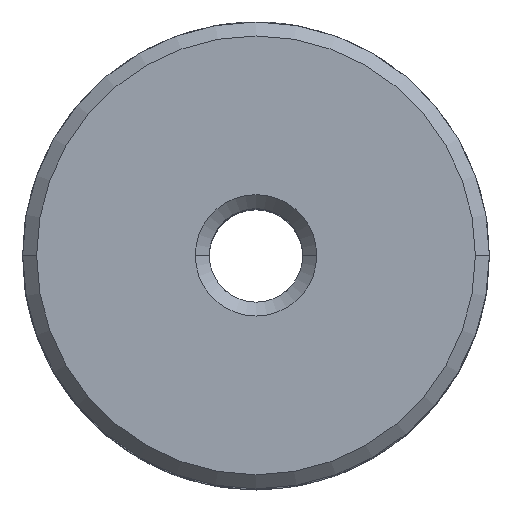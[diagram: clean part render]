
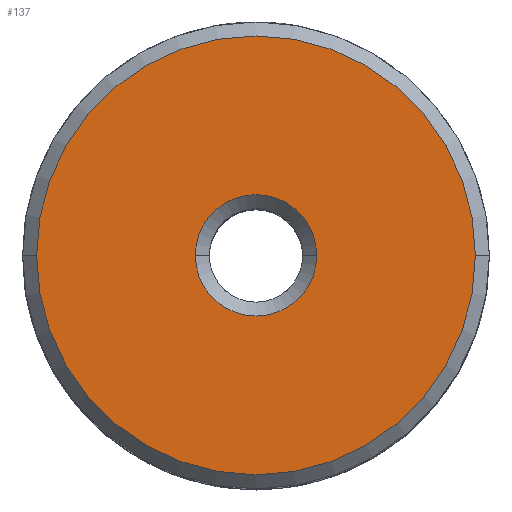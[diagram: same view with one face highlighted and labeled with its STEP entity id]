
A CAD part, top view. The second image highlights one B-rep face of the part: STEP entity #137.
In plain terms, the highlighted planar face has unit normal (0, 0, 1).
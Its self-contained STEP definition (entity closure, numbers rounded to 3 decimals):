
#137=ADVANCED_FACE('',(#326,#327),#328,.F.);
#326=FACE_OUTER_BOUND('',#9152,.T.);
#327=FACE_BOUND('',#9153,.T.);
#328=PLANE('',#9154);
#9152=EDGE_LOOP('',(#9940,#9941));
#9153=EDGE_LOOP('',(#9942,#9943));
#9154=AXIS2_PLACEMENT_3D('',#9944,#9945,#9946);
#9940=ORIENTED_EDGE('',*,*,#10139,.F.);
#9941=ORIENTED_EDGE('',*,*,#10137,.F.);
#9942=ORIENTED_EDGE('',*,*,#10140,.F.);
#9943=ORIENTED_EDGE('',*,*,#10134,.F.);
#9944=CARTESIAN_POINT('',(0.0,0.0,15.0));
#9945=DIRECTION('',(0.0,0.0,-1.0));
#9946=DIRECTION('',(-1.0,0.0,0.0));
#10134=EDGE_CURVE('',#10553,#10555,#10556,.T.);
#10137=EDGE_CURVE('',#10558,#10560,#10561,.T.);
#10139=EDGE_CURVE('',#10560,#10558,#10563,.T.);
#10140=EDGE_CURVE('',#10555,#10553,#10564,.T.);
#10553=VERTEX_POINT('',#22653);
#10555=VERTEX_POINT('',#22656);
#10556=CIRCLE('',#22657,1.3);
#10558=VERTEX_POINT('',#22660);
#10560=VERTEX_POINT('',#22663);
#10561=CIRCLE('',#22664,4.7);
#10563=CIRCLE('',#22667,4.7);
#10564=CIRCLE('',#22668,1.3);
#22653=CARTESIAN_POINT('',(-1.3,0.,15.0));
#22656=CARTESIAN_POINT('',(1.3,0.,15.0));
#22657=AXIS2_PLACEMENT_3D('',#24208,#24209,#24210);
#22660=CARTESIAN_POINT('',(-4.7,0.,15.0));
#22663=CARTESIAN_POINT('',(4.7,0.,15.0));
#22664=AXIS2_PLACEMENT_3D('',#24213,#24214,#24215);
#22667=AXIS2_PLACEMENT_3D('',#24217,#24218,#24219);
#22668=AXIS2_PLACEMENT_3D('',#24220,#24221,#24222);
#24208=CARTESIAN_POINT('',(0.0,0.0,15.0));
#24209=DIRECTION('',(0.0,0.0,1.0));
#24210=DIRECTION('',(-1.0,0.0,0.0));
#24213=CARTESIAN_POINT('',(0.0,0.0,15.0));
#24214=DIRECTION('',(0.0,0.0,-1.0));
#24215=DIRECTION('',(-1.0,0.0,0.0));
#24217=CARTESIAN_POINT('',(0.0,0.0,15.0));
#24218=DIRECTION('',(0.0,0.0,-1.0));
#24219=DIRECTION('',(-1.0,0.0,0.0));
#24220=CARTESIAN_POINT('',(0.0,0.0,15.0));
#24221=DIRECTION('',(0.0,0.0,1.0));
#24222=DIRECTION('',(-1.0,0.0,0.0));
